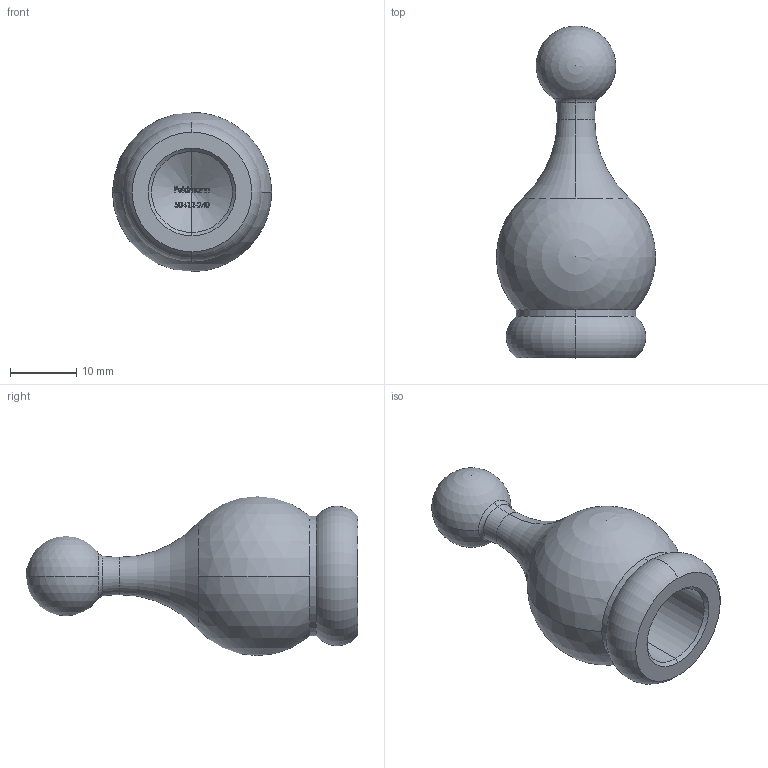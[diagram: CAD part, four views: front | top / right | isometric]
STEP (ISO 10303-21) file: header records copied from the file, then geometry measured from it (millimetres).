
FILE_DESCRIPTION (( 'STEP AP203' ), '1' );
FILE_NAME ('50412-240.STEP', '2021-01-29T07:52:19', ( '' ), ( '' ), 'SwSTEP 2.0', 'SolidWorks 2018', '' );
FILE_SCHEMA (( 'CONFIG_CONTROL_DESIGN' ));
Length unit declared in the file: millimetre
Products named in the file (2): 50412-240
Bounding box: 23.99 x 50 x 24 mm (x, y, z)
Volume: 8241.4 mm3; surface area: 3555.3 mm2
Topology: 1 solids, 1 shells, 242 faces, 655 edges, 432 vertices
Faces by surface type: plane 109, bspline 86, cone 31, torus 8, cylinder 4, sphere 4
Entity records: 11310 total; most frequent: CARTESIAN_POINT 6097, ORIENTED_EDGE 1286, EDGE_CURVE 643, DIRECTION 621, VERTEX_POINT 426, B_SPLINE_CURVE_WITH_KNOTS 376, EDGE_LOOP 265, FACE_OUTER_BOUND 242
